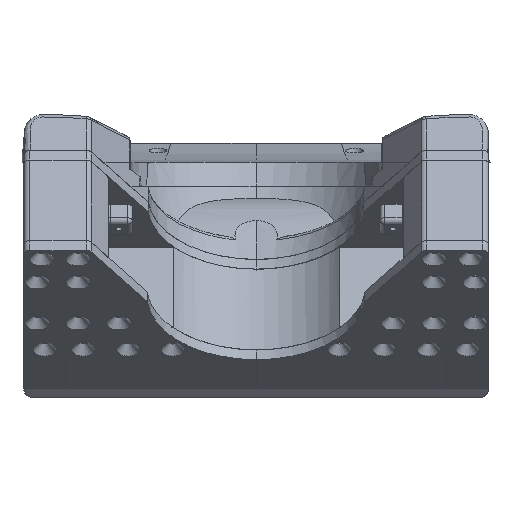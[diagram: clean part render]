
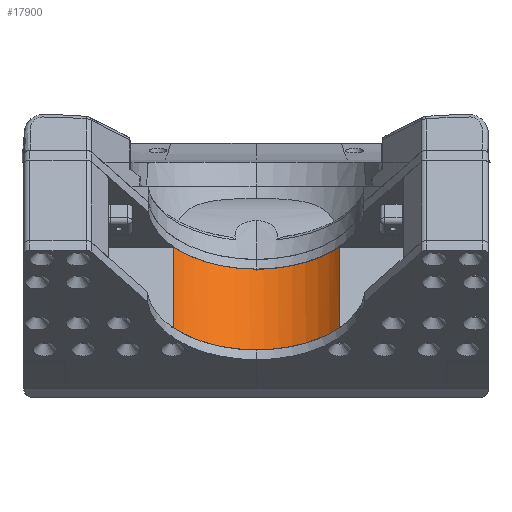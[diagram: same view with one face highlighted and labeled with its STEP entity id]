
A CAD part, left-side view. The second image highlights one B-rep face of the part: STEP entity #17900.
In plain terms, the highlighted free-form (B-spline) face has degree [1, 2] with [2, 5] control points.
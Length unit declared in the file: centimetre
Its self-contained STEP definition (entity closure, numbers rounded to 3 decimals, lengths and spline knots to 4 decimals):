
#297=(
BOUNDED_SURFACE()
B_SPLINE_SURFACE(1,2,((#27016,#27017,#27018,#27019,#27020),(#27021,#27022,
#27023,#27024,#27025)),.UNSPECIFIED.,.F.,.F.,.F.)
B_SPLINE_SURFACE_WITH_KNOTS((2,2),(3,2,3),(0.109,1.0107),
(2.2739,3.1416,4.0093),.UNSPECIFIED.)
GEOMETRIC_REPRESENTATION_ITEM()
RATIONAL_B_SPLINE_SURFACE(((1.,0.907,1.,0.907,1.),
(1.,0.907,1.,0.907,1.)))
REPRESENTATION_ITEM($)
SURFACE()
);
#1072=ELLIPSE($,#18994,3.669,3.65);
#1073=ELLIPSE($,#19038,3.669,3.65);
#2503=FACE_OUTER_BOUND($,#3599,.T.);
#3599=EDGE_LOOP($,(#12272,#12273,#12274,#12275));
#5047=LINE($,#25928,#6395);
#5051=LINE($,#25937,#6399);
#6395=VECTOR($,#20850,3.3083);
#6399=VECTOR($,#20856,3.3083);
#7743=VERTEX_POINT($,#25926);
#7744=VERTEX_POINT($,#25927);
#7747=VERTEX_POINT($,#25935);
#7748=VERTEX_POINT($,#25936);
#9526=EDGE_CURVE($,#7743,#7744,#5047,.T.);
#9530=EDGE_CURVE($,#7747,#7748,#5051,.T.);
#9545=EDGE_CURVE($,#7743,#7748,#1072,.T.);
#9590=EDGE_CURVE($,#7747,#7744,#1073,.T.);
#12272=ORIENTED_EDGE($,*,*,#9526,.T.);
#12273=ORIENTED_EDGE($,*,*,#9590,.F.);
#12274=ORIENTED_EDGE($,*,*,#9530,.T.);
#12275=ORIENTED_EDGE($,*,*,#9545,.F.);
#17900=ADVANCED_FACE($,(#2503),#297,.T.);
#18994=AXIS2_PLACEMENT_3D($,#25966,#20883,#20884);
#19038=AXIS2_PLACEMENT_3D($,#27026,#20975,#20976);
#20850=DIRECTION($,(0.574,0.,0.819));
#20856=DIRECTION($,(-0.574,0.,-0.819));
#20883=DIRECTION('center_axis',(0.574,0.,
0.819));
#20884=DIRECTION('ref_axis',(-0.819,0.,0.574));
#20975=DIRECTION('center_axis',(-0.574,0.,
-0.819));
#20976=DIRECTION('ref_axis',(-0.819,0.,0.574));
#25926=CARTESIAN_POINT('',(-7.7728,2.6992,7.0438));
#25927=CARTESIAN_POINT('',(-5.8752,2.6992,9.7538));
#25928=CARTESIAN_POINT($,(-8.0022,2.6992,6.7161));
#25935=CARTESIAN_POINT('',(-5.8752,8.2679,9.7538));
#25936=CARTESIAN_POINT('',(-7.7728,8.2679,7.0438));
#25937=CARTESIAN_POINT($,(-8.0022,8.2679,6.7161));
#25966=CARTESIAN_POINT('Origin',(-9.7161,5.4836,8.4045));
#27016=CARTESIAN_POINT('Ctrl Pts',(-7.7728,2.6992,7.0438));
#27017=CARTESIAN_POINT('Ctrl Pts',(-6.7106,3.7926,6.3));
#27018=CARTESIAN_POINT('Ctrl Pts',(-6.7106,5.4836,6.3));
#27019=CARTESIAN_POINT('Ctrl Pts',(-6.7106,7.1746,6.3));
#27020=CARTESIAN_POINT('Ctrl Pts',(-7.7728,8.2679,7.0438));
#27021=CARTESIAN_POINT('Ctrl Pts',(-5.8752,2.6992,9.7538));
#27022=CARTESIAN_POINT('Ctrl Pts',(-4.8131,3.7926,9.01));
#27023=CARTESIAN_POINT('Ctrl Pts',(-4.8131,5.4836,9.01));
#27024=CARTESIAN_POINT('Ctrl Pts',(-4.8131,7.1746,9.01));
#27025=CARTESIAN_POINT('Ctrl Pts',(-5.8752,8.2679,9.7538));
#27026=CARTESIAN_POINT('Origin',(-7.8185,5.4836,11.1145));
